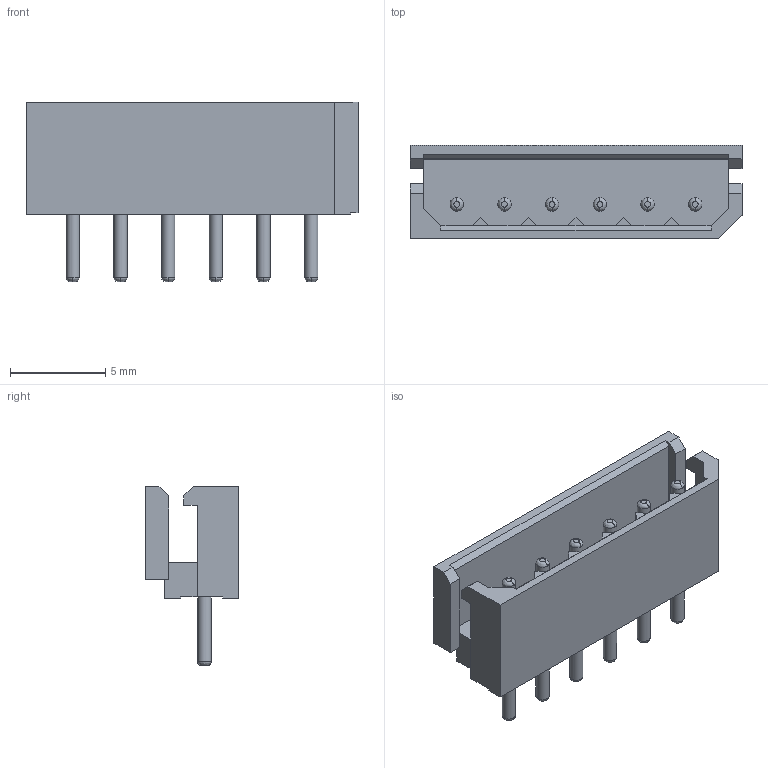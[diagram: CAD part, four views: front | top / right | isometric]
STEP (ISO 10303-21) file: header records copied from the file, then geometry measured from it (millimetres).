
FILE_DESCRIPTION(('FreeCAD Model'),'2;1');
FILE_NAME('Molex_SPOX_5267-06A_1x06_P2.50mm_Vertical.step', '2019-12-09T21:06:29',('kicad StepUp'),('ksu MCAD'), 'Open CASCADE STEP processor 7.3','FreeCAD','Unknown');
FILE_SCHEMA(('AUTOMOTIVE_DESIGN { 1 0 10303 214 1 1 1 1 }'));
Length unit declared in the file: millimetre
Products named in the file (1): Molex_SPOX_5267-06A_1x06_P2.50mm_Vertical
Bounding box: 17.4 x 4.9 x 9.4 mm (x, y, z)
Volume: 263.6 mm3; surface area: 662.9 mm2
Topology: 1 solids, 1 shells, 111 faces, 263 edges, 166 vertices
Faces by surface type: plane 75, bspline 24, cylinder 12
Full cylindrical faces by diameter (mm): 0.7 x12
Entity records: 3738 total; most frequent: CARTESIAN_POINT 1201, ORIENTED_EDGE 526, DIRECTION 511, EDGE_CURVE 263, AXIS2_PLACEMENT_3D 172, LINE 167, VECTOR 167, VERTEX_POINT 166
